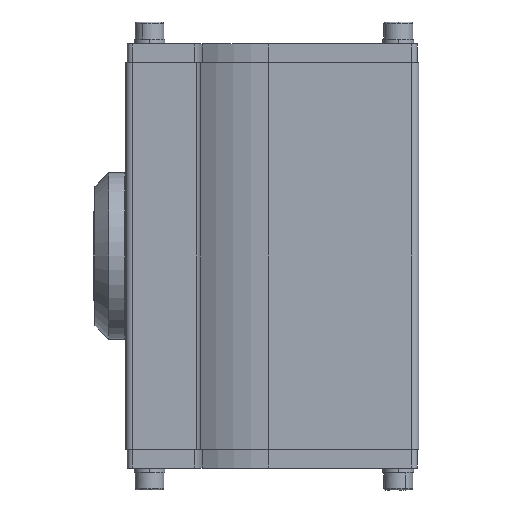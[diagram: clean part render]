
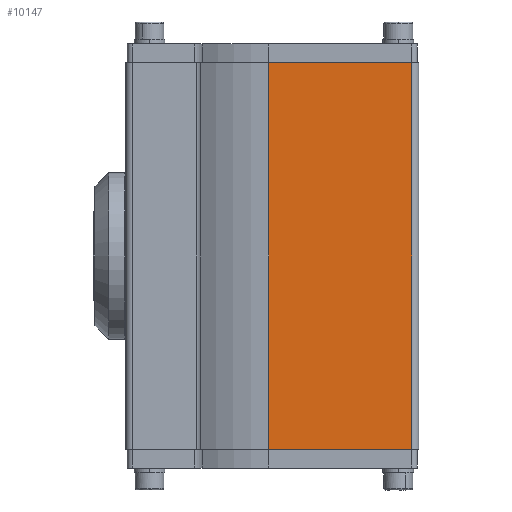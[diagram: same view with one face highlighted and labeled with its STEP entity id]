
A CAD part, left-side view. The second image highlights one B-rep face of the part: STEP entity #10147.
In plain terms, the highlighted planar face has unit normal (-1, 0, 0).
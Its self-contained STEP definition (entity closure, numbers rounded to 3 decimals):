
#264 = VECTOR ( 'NONE', #17148, 1000. ) ;
#1454 = CARTESIAN_POINT ( 'NONE',  ( -36., -44., 0. ) ) ;
#3400 = DIRECTION ( 'NONE',  ( 0., 0., 1. ) ) ;
#3528 = EDGE_CURVE ( 'NONE', #14325, #4190, #15621, .T. ) ;
#4109 = VERTEX_POINT ( 'NONE', #4848 ) ;
#4190 = VERTEX_POINT ( 'NONE', #24549 ) ;
#4799 = VECTOR ( 'NONE', #17404, 1000. ) ;
#4848 = CARTESIAN_POINT ( 'NONE',  ( -36., 0., -56.75 ) ) ;
#5441 = LINE ( 'NONE', #19677, #15672 ) ;
#7494 = EDGE_LOOP ( 'NONE', ( #13892, #16848, #11668, #19205 ) ) ;
#7724 = VECTOR ( 'NONE', #18481, 1000. ) ;
#10147 = ADVANCED_FACE ( 'NONE', ( #23744 ), #18665, .T. ) ;
#10664 = CARTESIAN_POINT ( 'NONE',  ( -36., 0., 56.75 ) ) ;
#11668 = ORIENTED_EDGE ( 'NONE', *, *, #12823, .T. ) ;
#12538 = AXIS2_PLACEMENT_3D ( 'NONE', #1454, #14936, #3400 ) ;
#12823 = EDGE_CURVE ( 'NONE', #4109, #4190, #17931, .T. ) ;
#13892 = ORIENTED_EDGE ( 'NONE', *, *, #18404, .T. ) ;
#14325 = VERTEX_POINT ( 'NONE', #22746 ) ;
#14936 = DIRECTION ( 'NONE',  ( -1., 0., 0. ) ) ;
#15621 = LINE ( 'NONE', #19798, #264 ) ;
#15672 = VECTOR ( 'NONE', #21516, 1000. ) ;
#16848 = ORIENTED_EDGE ( 'NONE', *, *, #21920, .T. ) ;
#17148 = DIRECTION ( 'NONE',  ( 0., 0., -1. ) ) ;
#17404 = DIRECTION ( 'NONE',  ( 0., 1., 0. ) ) ;
#17931 = LINE ( 'NONE', #20436, #7724 ) ;
#18404 = EDGE_CURVE ( 'NONE', #14325, #19418, #19526, .T. ) ;
#18481 = DIRECTION ( 'NONE',  ( 0., -1., 0. ) ) ;
#18665 = PLANE ( 'NONE',  #12538 ) ;
#19205 = ORIENTED_EDGE ( 'NONE', *, *, #3528, .F. ) ;
#19418 = VERTEX_POINT ( 'NONE', #10664 ) ;
#19526 = LINE ( 'NONE', #23232, #4799 ) ;
#19677 = CARTESIAN_POINT ( 'NONE',  ( -36., 0., 0. ) ) ;
#19798 = CARTESIAN_POINT ( 'NONE',  ( -36., -42., 0. ) ) ;
#20436 = CARTESIAN_POINT ( 'NONE',  ( -36., -44., -56.75 ) ) ;
#21516 = DIRECTION ( 'NONE',  ( 0., 0., -1. ) ) ;
#21920 = EDGE_CURVE ( 'NONE', #19418, #4109, #5441, .T. ) ;
#22746 = CARTESIAN_POINT ( 'NONE',  ( -36., -42., 56.75 ) ) ;
#23232 = CARTESIAN_POINT ( 'NONE',  ( -36., 42., 56.75 ) ) ;
#23744 = FACE_OUTER_BOUND ( 'NONE', #7494, .T. ) ;
#24549 = CARTESIAN_POINT ( 'NONE',  ( -36., -42., -56.75 ) ) ;
